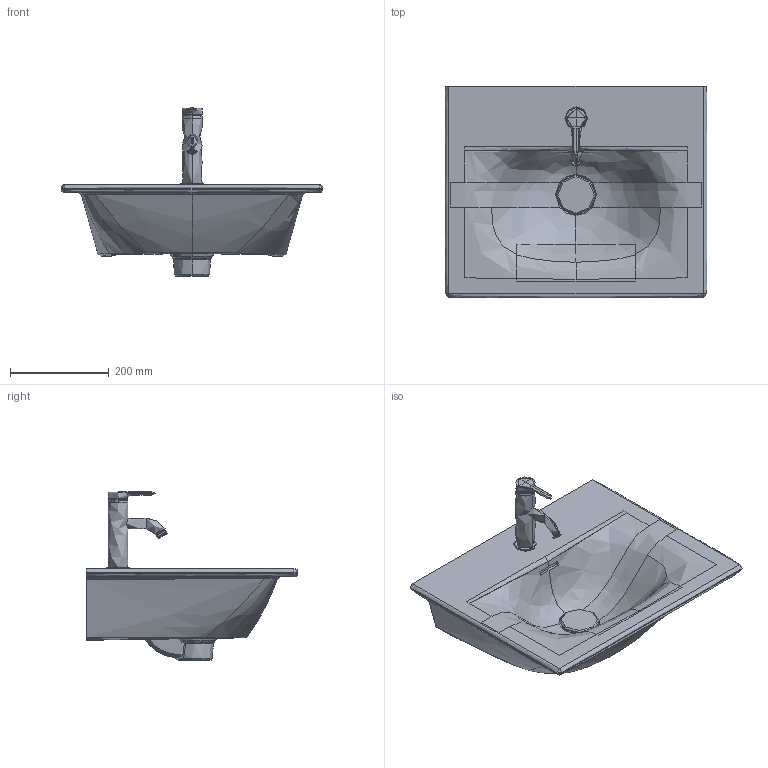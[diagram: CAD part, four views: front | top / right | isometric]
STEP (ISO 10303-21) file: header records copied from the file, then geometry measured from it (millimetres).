
FILE_DESCRIPTION(/* description */ (''),/* implementation_level */ '2;1');
FILE_NAME(/* name */ '234453',/* time_stamp */ '2019-02-18T16:12:02+01:00',/* author */ (''),/* organization */ (''),/* preprocessor_version */ 'ST-DEVELOPER v15',/* originating_system */ '',/* authorisation */ '');
FILE_SCHEMA (('AUTOMOTIVE_DESIGN'));
Length unit declared in the file: millimetre
Products named in the file (1): Document
Bounding box: 530 x 429.04 x 340.43 mm (x, y, z)
Volume: 11020234.6 mm3; surface area: 844169 mm2
Topology: 9 solids, 19 shells, 735 faces, 1762 edges, 1030 vertices
Faces by surface type: bspline 735
Entity records: 86524 total; most frequent: CARTESIAN_POINT 65165, B_SPLINE_CURVE_WITH_KNOTS 4035, ORIENTED_EDGE 3399, PCURVE 3399, DEFINITIONAL_REPRESENTATION 3399, SURFACE_CURVE 1728, EDGE_CURVE 1728, VERTEX_POINT 1030
